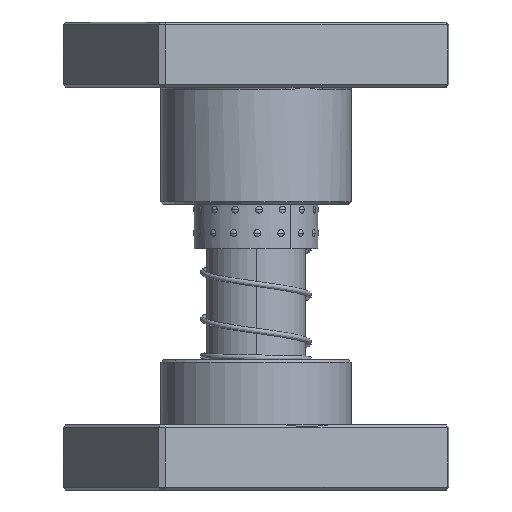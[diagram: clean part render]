
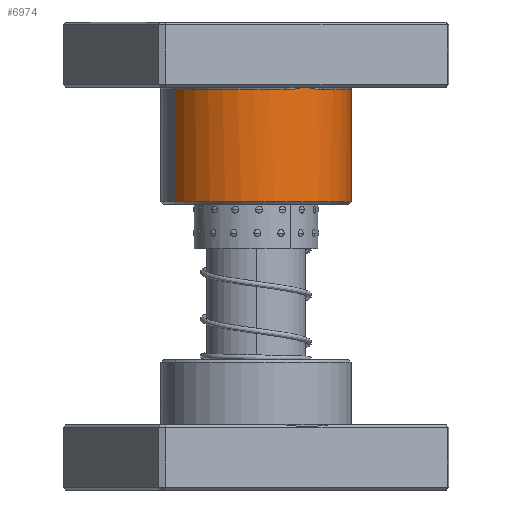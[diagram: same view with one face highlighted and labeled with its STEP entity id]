
A CAD part, left-side view. The second image highlights one B-rep face of the part: STEP entity #6974.
In plain terms, the highlighted cylindrical face has radius 36.5 mm (diameter 73 mm), a partial arc.
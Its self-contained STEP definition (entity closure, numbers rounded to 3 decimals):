
#967 = CARTESIAN_POINT ( 'NONE',  ( 6.984, -35.833, 25.96 ) ) ;
#1244 = DIRECTION ( 'NONE',  ( 1., 0., 0. ) ) ;
#1772 = VERTEX_POINT ( 'NONE', #21805 ) ;
#1943 = CARTESIAN_POINT ( 'NONE',  ( 36.5, 0., 26. ) ) ;
#2602 = CARTESIAN_POINT ( 'NONE',  ( -8.373, -35.527, 26. ) ) ;
#2741 = CARTESIAN_POINT ( 'NONE',  ( -2.798, -36.42, 25.47 ) ) ;
#3300 = DIRECTION ( 'NONE',  ( 1., 0., 0. ) ) ;
#4335 = CARTESIAN_POINT ( 'NONE',  ( 8.373, -35.527, 26. ) ) ;
#4980 = ORIENTED_EDGE ( 'NONE', *, *, #18245, .T. ) ;
#6102 = CARTESIAN_POINT ( 'NONE',  ( 0., -36.5, 25. ) ) ;
#6337 = VERTEX_POINT ( 'NONE', #43566 ) ;
#6974 = ADVANCED_FACE ( 'NONE', ( #35555 ), #33435, .T. ) ;
#7539 = EDGE_CURVE ( 'NONE', #6337, #19427, #24376, .T. ) ;
#8119 = CARTESIAN_POINT ( 'NONE',  ( 0., -36.5, 25. ) ) ;
#9328 = VERTEX_POINT ( 'NONE', #40162 ) ;
#9366 = CARTESIAN_POINT ( 'NONE',  ( -7.68, -35.69, 26. ) ) ;
#10824 = CARTESIAN_POINT ( 'NONE',  ( 0., -36.5, 25. ) ) ;
#10978 = CARTESIAN_POINT ( 'NONE',  ( 0.701, -36.495, 25.118 ) ) ;
#11497 = CIRCLE ( 'NONE', #28924, 36.5 ) ;
#12228 = DIRECTION ( 'NONE',  ( 0., 0., -1. ) ) ;
#13688 = CARTESIAN_POINT ( 'NONE',  ( 36.5, 0., 70. ) ) ;
#14358 = CARTESIAN_POINT ( 'NONE',  ( 1.75, -36.46, 25.291 ) ) ;
#14952 = EDGE_LOOP ( 'NONE', ( #25524, #4980, #37206, #24512, #38818, #35145, #33583 ) ) ;
#16036 = AXIS2_PLACEMENT_3D ( 'NONE', #37802, #20788, #34407 ) ;
#16231 = VERTEX_POINT ( 'NONE', #43442 ) ;
#17194 = DIRECTION ( 'NONE',  ( 0., 0., 1. ) ) ;
#17741 = CARTESIAN_POINT ( 'NONE',  ( 3.495, -36.339, 25.565 ) ) ;
#18245 = EDGE_CURVE ( 'NONE', #6337, #1772, #11497, .T. ) ;
#19332 = CIRCLE ( 'NONE', #22377, 36.5 ) ;
#19427 = VERTEX_POINT ( 'NONE', #1943 ) ;
#19544 = CARTESIAN_POINT ( 'NONE',  ( -6.984, -35.833, 25.96 ) ) ;
#20263 = EDGE_CURVE ( 'NONE', #28454, #9328, #34381, .T. ) ;
#20788 = DIRECTION ( 'NONE',  ( 0., 0., -1. ) ) ;
#20853 = EDGE_CURVE ( 'NONE', #1772, #28327, #34978, .T. ) ;
#20980 = CARTESIAN_POINT ( 'NONE',  ( 0.349, -36.5, 25.059 ) ) ;
#21116 = CARTESIAN_POINT ( 'NONE',  ( 5.587, -36.077, 25.837 ) ) ;
#21404 = DIRECTION ( 'NONE',  ( 0., 0., 1. ) ) ;
#21710 = EDGE_CURVE ( 'NONE', #16231, #28454, #30759, .T. ) ;
#21805 = CARTESIAN_POINT ( 'NONE',  ( -36.5, 0., 69. ) ) ;
#22377 = AXIS2_PLACEMENT_3D ( 'NONE', #41682, #21404, #1244 ) ;
#22929 = CARTESIAN_POINT ( 'NONE',  ( -4.89, -36.178, 25.754 ) ) ;
#23495 = DIRECTION ( 'NONE',  ( 0., 0., -1. ) ) ;
#24376 = LINE ( 'NONE', #13688, #31264 ) ;
#24512 = ORIENTED_EDGE ( 'NONE', *, *, #30186, .T. ) ;
#24535 = CARTESIAN_POINT ( 'NONE',  ( 7.68, -35.69, 26. ) ) ;
#25524 = ORIENTED_EDGE ( 'NONE', *, *, #7539, .F. ) ;
#26316 = CARTESIAN_POINT ( 'NONE',  ( -1.403, -36.5, 25.235 ) ) ;
#28327 = VERTEX_POINT ( 'NONE', #40931 ) ;
#28454 = VERTEX_POINT ( 'NONE', #8119 ) ;
#28924 = AXIS2_PLACEMENT_3D ( 'NONE', #43740, #23495, #3300 ) ;
#29519 = EDGE_CURVE ( 'NONE', #9328, #19427, #35189, .T. ) ;
#30186 = EDGE_CURVE ( 'NONE', #28327, #16231, #19332, .T. ) ;
#30759 = B_SPLINE_CURVE_WITH_KNOTS ( 'NONE', 3,
 ( #2602, #9366, #19544, #43172, #22929, #2741, #26316, #6102 ),
 .UNSPECIFIED., .F., .F.,
 ( 4, 2, 2, 4 ),
 ( 0., 0.002, 0.004, 0.009 ),
 .UNSPECIFIED. ) ;
#31264 = VECTOR ( 'NONE', #37330, 1000. ) ;
#33194 = AXIS2_PLACEMENT_3D ( 'NONE', #37460, #17194, #40855 ) ;
#33435 = CYLINDRICAL_SURFACE ( 'NONE', #16036, 36.5 ) ;
#33583 = ORIENTED_EDGE ( 'NONE', *, *, #29519, .T. ) ;
#34381 = B_SPLINE_CURVE_WITH_KNOTS ( 'NONE', 3,
 ( #10824, #20980, #10978, #34600, #14358, #37990, #17741, #41403, #21116, #967, #24535, #4335 ),
 .UNSPECIFIED., .F., .F.,
 ( 4, 2, 2, 2, 2, 4 ),
 ( 0., 0.001, 0.002, 0.004, 0.006, 0.008 ),
 .UNSPECIFIED. ) ;
#34407 = DIRECTION ( 'NONE',  ( -1., 0., 0. ) ) ;
#34600 = CARTESIAN_POINT ( 'NONE',  ( 1.4, -36.475, 25.234 ) ) ;
#34978 = LINE ( 'NONE', #42386, #42918 ) ;
#35145 = ORIENTED_EDGE ( 'NONE', *, *, #20263, .T. ) ;
#35189 = CIRCLE ( 'NONE', #33194, 36.5 ) ;
#35555 = FACE_OUTER_BOUND ( 'NONE', #14952, .T. ) ;
#37206 = ORIENTED_EDGE ( 'NONE', *, *, #20853, .T. ) ;
#37330 = DIRECTION ( 'NONE',  ( 0., 0., -1. ) ) ;
#37460 = CARTESIAN_POINT ( 'NONE',  ( 0., 0., 26. ) ) ;
#37802 = CARTESIAN_POINT ( 'NONE',  ( 0., 0., 70. ) ) ;
#37990 = CARTESIAN_POINT ( 'NONE',  ( 2.798, -36.399, 25.459 ) ) ;
#38818 = ORIENTED_EDGE ( 'NONE', *, *, #21710, .T. ) ;
#40162 = CARTESIAN_POINT ( 'NONE',  ( 8.373, -35.527, 26. ) ) ;
#40855 = DIRECTION ( 'NONE',  ( 1., 0., 0. ) ) ;
#40931 = CARTESIAN_POINT ( 'NONE',  ( -36.5, 0., 26. ) ) ;
#41403 = CARTESIAN_POINT ( 'NONE',  ( 4.89, -36.178, 25.754 ) ) ;
#41682 = CARTESIAN_POINT ( 'NONE',  ( 0., 0., 26. ) ) ;
#42386 = CARTESIAN_POINT ( 'NONE',  ( -36.5, 0., 70. ) ) ;
#42918 = VECTOR ( 'NONE', #12228, 1000. ) ;
#43172 = CARTESIAN_POINT ( 'NONE',  ( -5.587, -36.077, 25.837 ) ) ;
#43442 = CARTESIAN_POINT ( 'NONE',  ( -8.373, -35.527, 26. ) ) ;
#43566 = CARTESIAN_POINT ( 'NONE',  ( 36.5, 0., 69. ) ) ;
#43740 = CARTESIAN_POINT ( 'NONE',  ( 0., 0., 69. ) ) ;
